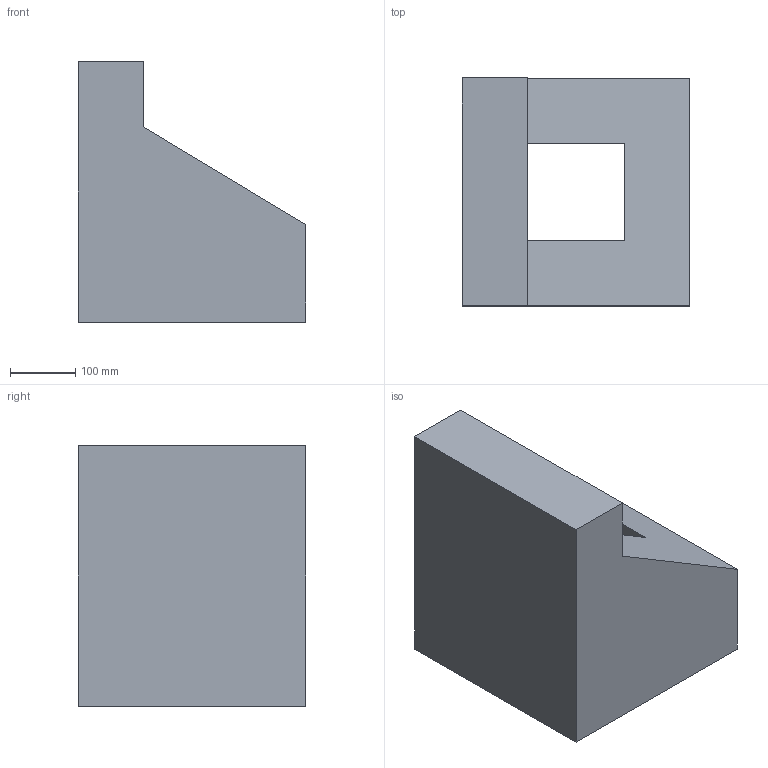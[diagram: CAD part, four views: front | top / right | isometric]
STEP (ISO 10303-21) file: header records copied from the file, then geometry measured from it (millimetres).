
FILE_DESCRIPTION(('CATIA V5 STEP Exchange'),'2;1');
FILE_NAME('PIECE A.stp','2023-10-16T12:18:10+00:00',('none'),('none'),'CATIA Unofficial Packaging Version SP3','CATIA V5 STEP AP203','none');
FILE_SCHEMA(('CONFIG_CONTROL_DESIGN'));
Length unit declared in the file: millimetre
Products named in the file (1): PIECE A
Bounding box: 350 x 350 x 400 mm (x, y, z)
Volume: 27950000 mm3; surface area: 783802.4 mm2
Topology: 1 solids, 1 shells, 11 faces, 30 edges, 20 vertices
Faces by surface type: plane 11
Entity records: 389 total; most frequent: CARTESIAN_POINT 62, ORIENTED_EDGE 60, DIRECTION 52, VECTOR 30, EDGE_CURVE 30, LINE 30, VERTEX_POINT 20, AXIS2_PLACEMENT_3D 12
